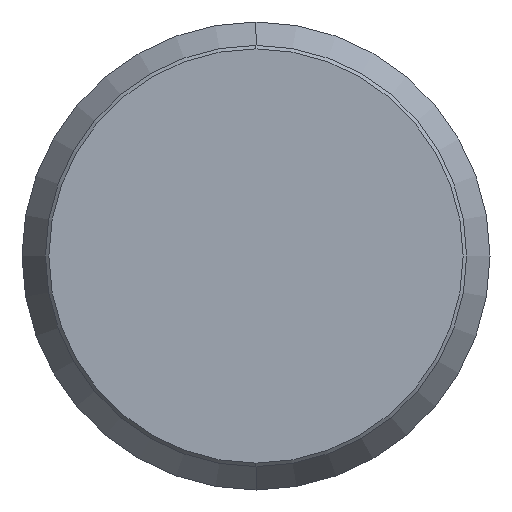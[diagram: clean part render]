
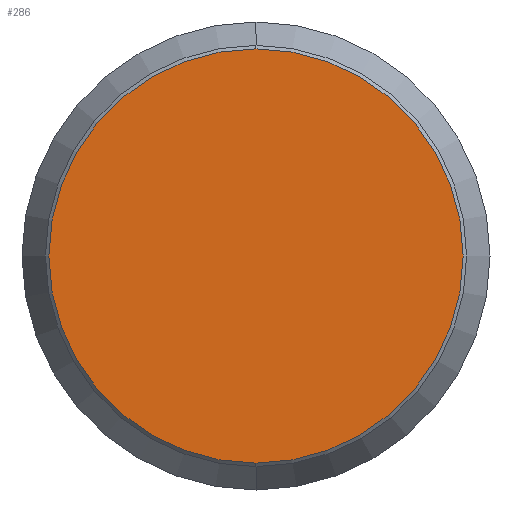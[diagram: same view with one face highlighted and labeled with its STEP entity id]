
A CAD part, left-side view. The second image highlights one B-rep face of the part: STEP entity #286.
In plain terms, the highlighted planar face has unit normal (-1, 0, 0).
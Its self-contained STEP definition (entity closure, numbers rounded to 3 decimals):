
#64 = DIRECTION ( 'NONE',  ( 1., 0., 0. ) ) ;
#79 = EDGE_LOOP ( 'NONE', ( #424, #265 ) ) ;
#97 = AXIS2_PLACEMENT_3D ( 'NONE', #591, #64, #337 ) ;
#116 = FACE_OUTER_BOUND ( 'NONE', #79, .T. ) ;
#143 = VERTEX_POINT ( 'NONE', #213 ) ;
#161 = VERTEX_POINT ( 'NONE', #490 ) ;
#213 = CARTESIAN_POINT ( 'NONE',  ( 0., 0., -17.7 ) ) ;
#225 = PLANE ( 'NONE',  #97 ) ;
#253 = CARTESIAN_POINT ( 'NONE',  ( 0., 0., 0. ) ) ;
#265 = ORIENTED_EDGE ( 'NONE', *, *, #478, .T. ) ;
#280 = CIRCLE ( 'NONE', #649, 17.7 ) ;
#281 = AXIS2_PLACEMENT_3D ( 'NONE', #253, #319, #655 ) ;
#286 = ADVANCED_FACE ( 'NONE', ( #116 ), #225, .F. ) ;
#319 = DIRECTION ( 'NONE',  ( -1., 0., 0. ) ) ;
#337 = DIRECTION ( 'NONE',  ( 0., 0., -1. ) ) ;
#405 = CARTESIAN_POINT ( 'NONE',  ( 0., 0., 0. ) ) ;
#408 = DIRECTION ( 'NONE',  ( 0., 0., 1. ) ) ;
#424 = ORIENTED_EDGE ( 'NONE', *, *, #564, .T. ) ;
#461 = DIRECTION ( 'NONE',  ( -1., 0., 0. ) ) ;
#465 = CIRCLE ( 'NONE', #281, 17.7 ) ;
#478 = EDGE_CURVE ( 'NONE', #161, #143, #280, .T. ) ;
#490 = CARTESIAN_POINT ( 'NONE',  ( 0., 0., 17.7 ) ) ;
#564 = EDGE_CURVE ( 'NONE', #143, #161, #465, .T. ) ;
#591 = CARTESIAN_POINT ( 'NONE',  ( 0., 0., 0. ) ) ;
#649 = AXIS2_PLACEMENT_3D ( 'NONE', #405, #461, #408 ) ;
#655 = DIRECTION ( 'NONE',  ( 0., 0., 1. ) ) ;
